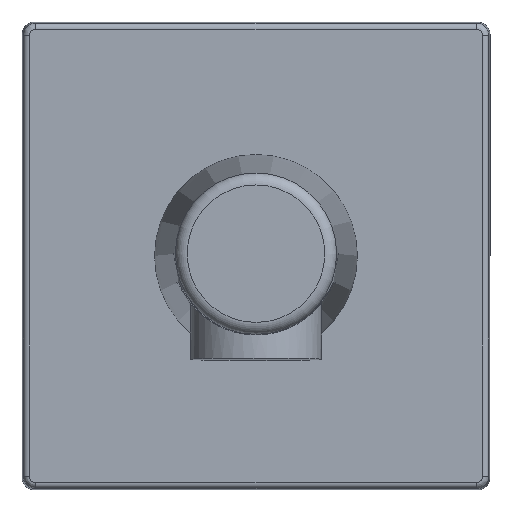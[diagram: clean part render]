
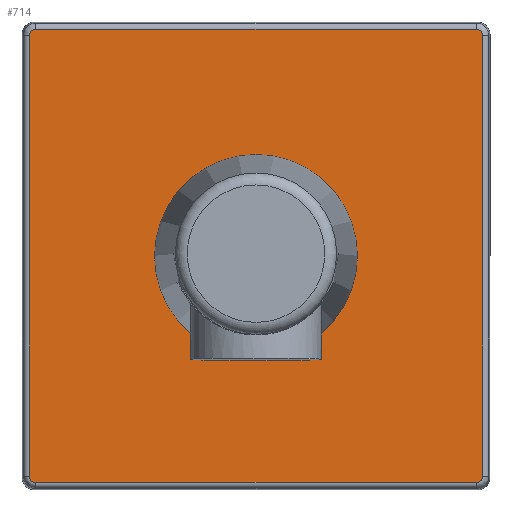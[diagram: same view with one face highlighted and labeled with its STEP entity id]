
A CAD part, top view. The second image highlights one B-rep face of the part: STEP entity #714.
In plain terms, the highlighted planar face has unit normal (0, 0, 1).
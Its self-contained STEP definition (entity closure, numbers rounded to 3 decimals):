
#4 = EDGE_CURVE ( 'NONE', #311, #86, #763, .T. ) ;
#7 = AXIS2_PLACEMENT_3D ( 'NONE', #710, #665, #703 ) ;
#11 = EDGE_CURVE ( 'NONE', #371, #371, #754, .T. ) ;
#41 = EDGE_CURVE ( 'NONE', #648, #815, #755, .T. ) ;
#63 = EDGE_CURVE ( 'NONE', #144, #106, #241, .T. ) ;
#65 =( BOUNDED_CURVE ( )  B_SPLINE_CURVE ( 3, ( #536, #520, #515, #512 ),
 .UNSPECIFIED., .F., .F. ) 
 B_SPLINE_CURVE_WITH_KNOTS ( ( 4, 4 ),
 ( 2.356, 3.927 ),
 .UNSPECIFIED. ) 
 CURVE ( )  GEOMETRIC_REPRESENTATION_ITEM ( )  RATIONAL_B_SPLINE_CURVE ( ( 1., 0.805, 0.805, 1. ) ) 
 REPRESENTATION_ITEM ( '' )  );
#85 = ORIENTED_EDGE ( 'NONE', *, *, #279, .T. ) ;
#86 = VERTEX_POINT ( 'NONE', #422 ) ;
#92 = EDGE_CURVE ( 'NONE', #281, #144, #726, .T. ) ;
#96 = EDGE_CURVE ( 'NONE', #106, #658, #716, .T. ) ;
#106 = VERTEX_POINT ( 'NONE', #190 ) ;
#136 = FACE_BOUND ( 'NONE', #198, .T. ) ;
#137 = CARTESIAN_POINT ( 'NONE',  ( -36.308, -35.308, 12. ) ) ;
#144 = VERTEX_POINT ( 'NONE', #137 ) ;
#150 = ORIENTED_EDGE ( 'NONE', *, *, #787, .T. ) ;
#170 =( BOUNDED_CURVE ( )  B_SPLINE_CURVE ( 3, ( #292, #290, #277, #275 ),
 .UNSPECIFIED., .F., .T. ) 
 B_SPLINE_CURVE_WITH_KNOTS ( ( 4, 4 ),
 ( 2.356, 3.927 ),
 .UNSPECIFIED. ) 
 CURVE ( )  GEOMETRIC_REPRESENTATION_ITEM ( )  RATIONAL_B_SPLINE_CURVE ( ( 1., 0.805, 0.805, 1. ) ) 
 REPRESENTATION_ITEM ( '' )  );
#171 = EDGE_LOOP ( 'NONE', ( #555, #831, #85, #777, #150, #814, #809, #266 ) ) ;
#190 = CARTESIAN_POINT ( 'NONE',  ( -35.308, -36.308, 12. ) ) ;
#198 = EDGE_LOOP ( 'NONE', ( #722 ) ) ;
#241 =( BOUNDED_CURVE ( )  B_SPLINE_CURVE ( 3, ( #516, #575, #525, #513 ),
 .UNSPECIFIED., .F., .T. ) 
 B_SPLINE_CURVE_WITH_KNOTS ( ( 4, 4 ),
 ( 2.356, 3.927 ),
 .UNSPECIFIED. ) 
 CURVE ( )  GEOMETRIC_REPRESENTATION_ITEM ( )  RATIONAL_B_SPLINE_CURVE ( ( 1., 0.805, 0.805, 1. ) ) 
 REPRESENTATION_ITEM ( '' )  );
#262 = CARTESIAN_POINT ( 'NONE',  ( 16.248, 0., 12. ) ) ;
#266 = ORIENTED_EDGE ( 'NONE', *, *, #96, .T. ) ;
#268 = CARTESIAN_POINT ( 'NONE',  ( -35.308, 36.308, 12. ) ) ;
#275 = CARTESIAN_POINT ( 'NONE',  ( -36.308, 35.308, 12. ) ) ;
#277 = CARTESIAN_POINT ( 'NONE',  ( -36.308, 35.894, 12. ) ) ;
#279 = EDGE_CURVE ( 'NONE', #86, #648, #816, .T. ) ;
#281 = VERTEX_POINT ( 'NONE', #588 ) ;
#290 = CARTESIAN_POINT ( 'NONE',  ( -35.894, 36.308, 12. ) ) ;
#292 = CARTESIAN_POINT ( 'NONE',  ( -35.308, 36.308, 12. ) ) ;
#302 = DIRECTION ( 'NONE',  ( 0., 1., 0. ) ) ;
#303 = DIRECTION ( 'NONE',  ( 0., 0., 1. ) ) ;
#306 = PLANE ( 'NONE',  #829 ) ;
#309 = CARTESIAN_POINT ( 'NONE',  ( 0., 0., 12. ) ) ;
#311 = VERTEX_POINT ( 'NONE', #582 ) ;
#355 = DIRECTION ( 'NONE',  ( 1., 0., 0. ) ) ;
#371 = VERTEX_POINT ( 'NONE', #262 ) ;
#372 = CARTESIAN_POINT ( 'NONE',  ( 0., -36.308, 12. ) ) ;
#375 = CARTESIAN_POINT ( 'NONE',  ( -36.308, 0., 12. ) ) ;
#388 = FACE_OUTER_BOUND ( 'NONE', #171, .T. ) ;
#422 = CARTESIAN_POINT ( 'NONE',  ( 36.308, 35.308, 12. ) ) ;
#423 = DIRECTION ( 'NONE',  ( 0., -1., 0. ) ) ;
#503 = CARTESIAN_POINT ( 'NONE',  ( 35.308, -36.308, 12. ) ) ;
#508 = CARTESIAN_POINT ( 'NONE',  ( 35.308, 36.308, 12. ) ) ;
#512 = CARTESIAN_POINT ( 'NONE',  ( 36.308, -35.308, 12. ) ) ;
#513 = CARTESIAN_POINT ( 'NONE',  ( -35.308, -36.308, 12. ) ) ;
#515 = CARTESIAN_POINT ( 'NONE',  ( 36.308, -35.894, 12. ) ) ;
#516 = CARTESIAN_POINT ( 'NONE',  ( -36.308, -35.308, 12. ) ) ;
#520 = CARTESIAN_POINT ( 'NONE',  ( 35.894, -36.308, 12. ) ) ;
#525 = CARTESIAN_POINT ( 'NONE',  ( -35.894, -36.308, 12. ) ) ;
#535 = CARTESIAN_POINT ( 'NONE',  ( 0., 36.308, 12. ) ) ;
#536 = CARTESIAN_POINT ( 'NONE',  ( 35.308, -36.308, 12. ) ) ;
#555 = ORIENTED_EDGE ( 'NONE', *, *, #622, .T. ) ;
#559 = DIRECTION ( 'NONE',  ( -1., 0., 0. ) ) ;
#575 = CARTESIAN_POINT ( 'NONE',  ( -36.308, -35.894, 12. ) ) ;
#580 = CARTESIAN_POINT ( 'NONE',  ( 35.308, 36.308, 12. ) ) ;
#581 = CARTESIAN_POINT ( 'NONE',  ( 35.894, 36.308, 12. ) ) ;
#582 = CARTESIAN_POINT ( 'NONE',  ( 36.308, -35.308, 12. ) ) ;
#583 = CARTESIAN_POINT ( 'NONE',  ( 36.308, 35.308, 12. ) ) ;
#584 = CARTESIAN_POINT ( 'NONE',  ( 36.308, 35.894, 12. ) ) ;
#588 = CARTESIAN_POINT ( 'NONE',  ( -36.308, 35.308, 12. ) ) ;
#622 = EDGE_CURVE ( 'NONE', #658, #311, #65, .T. ) ;
#648 = VERTEX_POINT ( 'NONE', #508 ) ;
#658 = VERTEX_POINT ( 'NONE', #503 ) ;
#665 = DIRECTION ( 'NONE',  ( 0., 0., 1. ) ) ;
#691 = VECTOR ( 'NONE', #355, 1000. ) ;
#703 = DIRECTION ( 'NONE',  ( 1., 0., 0. ) ) ;
#710 = CARTESIAN_POINT ( 'NONE',  ( 0., 0., 12. ) ) ;
#714 = ADVANCED_FACE ( 'NONE', ( #136, #388 ), #306, .T. ) ;
#716 = LINE ( 'NONE', #372, #691 ) ;
#717 = VECTOR ( 'NONE', #423, 1000. ) ;
#722 = ORIENTED_EDGE ( 'NONE', *, *, #11, .F. ) ;
#724 = CARTESIAN_POINT ( 'NONE',  ( 36.308, 0., 12. ) ) ;
#726 = LINE ( 'NONE', #375, #717 ) ;
#735 = VECTOR ( 'NONE', #559, 1000. ) ;
#739 = DIRECTION ( 'NONE',  ( 0., 1., 0. ) ) ;
#754 = CIRCLE ( 'NONE', #7, 16.248 ) ;
#755 = LINE ( 'NONE', #535, #735 ) ;
#760 = VECTOR ( 'NONE', #739, 1000. ) ;
#763 = LINE ( 'NONE', #724, #760 ) ;
#777 = ORIENTED_EDGE ( 'NONE', *, *, #41, .T. ) ;
#787 = EDGE_CURVE ( 'NONE', #815, #281, #170, .T. ) ;
#809 = ORIENTED_EDGE ( 'NONE', *, *, #63, .T. ) ;
#814 = ORIENTED_EDGE ( 'NONE', *, *, #92, .T. ) ;
#815 = VERTEX_POINT ( 'NONE', #268 ) ;
#816 =( BOUNDED_CURVE ( )  B_SPLINE_CURVE ( 3, ( #583, #584, #581, #580 ),
 .UNSPECIFIED., .F., .T. ) 
 B_SPLINE_CURVE_WITH_KNOTS ( ( 4, 4 ),
 ( 2.356, 3.927 ),
 .UNSPECIFIED. ) 
 CURVE ( )  GEOMETRIC_REPRESENTATION_ITEM ( )  RATIONAL_B_SPLINE_CURVE ( ( 1., 0.805, 0.805, 1. ) ) 
 REPRESENTATION_ITEM ( '' )  );
#829 = AXIS2_PLACEMENT_3D ( 'NONE', #309, #303, #302 ) ;
#831 = ORIENTED_EDGE ( 'NONE', *, *, #4, .T. ) ;
